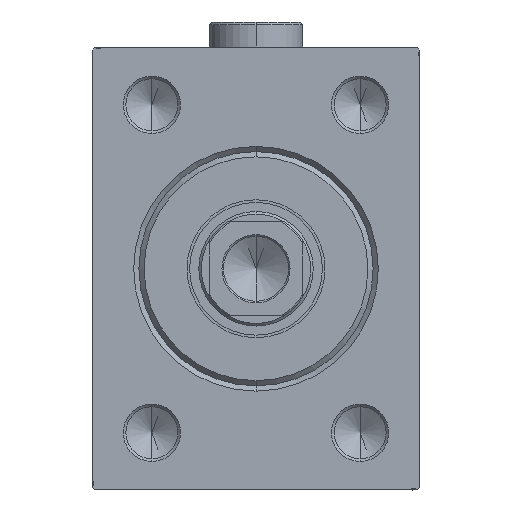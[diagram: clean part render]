
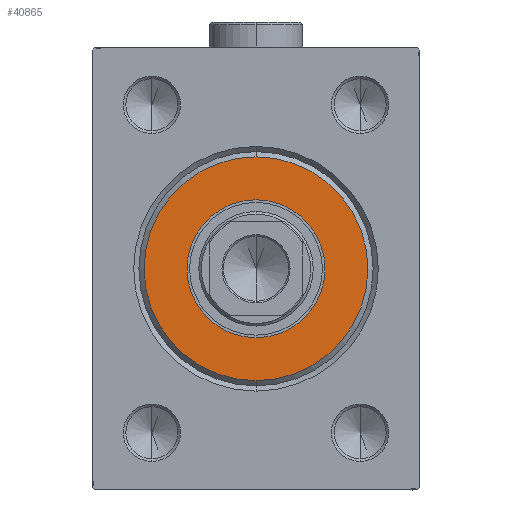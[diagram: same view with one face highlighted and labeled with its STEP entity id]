
A CAD part, left-side view. The second image highlights one B-rep face of the part: STEP entity #40865.
In plain terms, the highlighted face is planar.
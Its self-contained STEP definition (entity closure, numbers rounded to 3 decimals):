
#808 = AXIS2_PLACEMENT_3D ( 'NONE', #44531, #5371, #23547 ) ;
#1594 = DIRECTION ( 'NONE',  ( 1., 0., 0. ) ) ;
#1806 = ORIENTED_EDGE ( 'NONE', *, *, #10459, .F. ) ;
#1818 = CARTESIAN_POINT ( 'NONE',  ( 3., 0., 0. ) ) ;
#2261 = ORIENTED_EDGE ( 'NONE', *, *, #30509, .T. ) ;
#3411 = EDGE_LOOP ( 'NONE', ( #1806, #34343 ) ) ;
#4540 = CARTESIAN_POINT ( 'NONE',  ( 3., 0., -13.25 ) ) ;
#4783 = EDGE_CURVE ( 'NONE', #6968, #11679, #24692, .T. ) ;
#5371 = DIRECTION ( 'NONE',  ( 1., 0., 0. ) ) ;
#6219 = VERTEX_POINT ( 'NONE', #9631 ) ;
#6621 = DIRECTION ( 'NONE',  ( 0., 0., -1. ) ) ;
#6968 = VERTEX_POINT ( 'NONE', #11489 ) ;
#8442 = CARTESIAN_POINT ( 'NONE',  ( 3., 0., 21.5 ) ) ;
#8864 = AXIS2_PLACEMENT_3D ( 'NONE', #1818, #1594, #40074 ) ;
#9631 = CARTESIAN_POINT ( 'NONE',  ( 3., 0., -21.5 ) ) ;
#10459 = EDGE_CURVE ( 'NONE', #11679, #6968, #19695, .T. ) ;
#11489 = CARTESIAN_POINT ( 'NONE',  ( 3., 0., 13.25 ) ) ;
#11679 = VERTEX_POINT ( 'NONE', #4540 ) ;
#11738 = ORIENTED_EDGE ( 'NONE', *, *, #36368, .T. ) ;
#12557 = CIRCLE ( 'NONE', #8864, 21.5 ) ;
#13828 = DIRECTION ( 'NONE',  ( 0., 0., -1. ) ) ;
#14187 = CIRCLE ( 'NONE', #20059, 21.5 ) ;
#16426 = PLANE ( 'NONE',  #808 ) ;
#17735 = CARTESIAN_POINT ( 'NONE',  ( 3., 0., 0. ) ) ;
#17857 = VERTEX_POINT ( 'NONE', #8442 ) ;
#18772 = DIRECTION ( 'NONE',  ( 1., 0., 0. ) ) ;
#19695 = CIRCLE ( 'NONE', #45460, 13.25 ) ;
#20059 = AXIS2_PLACEMENT_3D ( 'NONE', #38173, #20224, #6621 ) ;
#20224 = DIRECTION ( 'NONE',  ( 1., 0., 0. ) ) ;
#23547 = DIRECTION ( 'NONE',  ( 0., 0., -1. ) ) ;
#24692 = CIRCLE ( 'NONE', #30564, 13.25 ) ;
#25662 = CARTESIAN_POINT ( 'NONE',  ( 3., 0., 0. ) ) ;
#30509 = EDGE_CURVE ( 'NONE', #17857, #6219, #14187, .T. ) ;
#30564 = AXIS2_PLACEMENT_3D ( 'NONE', #25662, #18772, #43648 ) ;
#32087 = EDGE_LOOP ( 'NONE', ( #2261, #11738 ) ) ;
#33451 = FACE_OUTER_BOUND ( 'NONE', #32087, .T. ) ;
#34343 = ORIENTED_EDGE ( 'NONE', *, *, #4783, .F. ) ;
#36368 = EDGE_CURVE ( 'NONE', #6219, #17857, #12557, .T. ) ;
#38173 = CARTESIAN_POINT ( 'NONE',  ( 3., 0., 0. ) ) ;
#40074 = DIRECTION ( 'NONE',  ( 0., 0., -1. ) ) ;
#40610 = FACE_BOUND ( 'NONE', #3411, .T. ) ;
#40865 = ADVANCED_FACE ( 'NONE', ( #33451, #40610 ), #16426, .T. ) ;
#43648 = DIRECTION ( 'NONE',  ( 0., 0., -1. ) ) ;
#44531 = CARTESIAN_POINT ( 'NONE',  ( 3., 0., 0. ) ) ;
#45169 = DIRECTION ( 'NONE',  ( 1., 0., 0. ) ) ;
#45460 = AXIS2_PLACEMENT_3D ( 'NONE', #17735, #45169, #13828 ) ;
